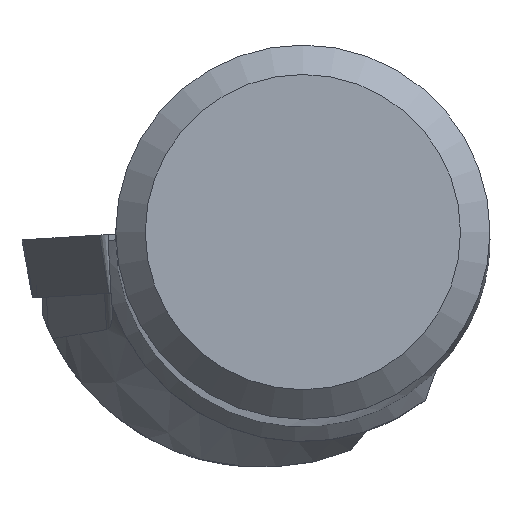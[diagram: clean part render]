
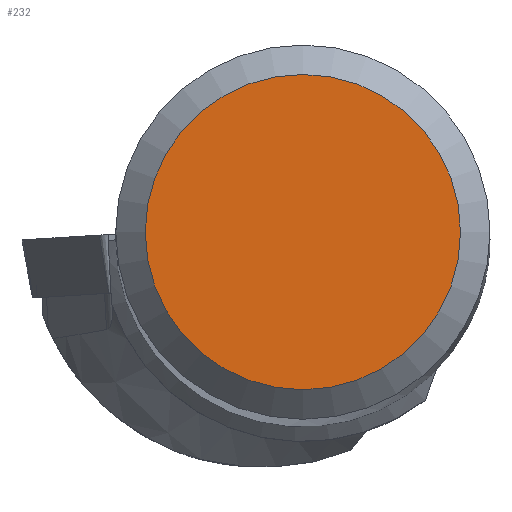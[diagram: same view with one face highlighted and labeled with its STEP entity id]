
A CAD part, top view. The second image highlights one B-rep face of the part: STEP entity #232.
In plain terms, the highlighted planar face has unit normal (0, 0, 1).
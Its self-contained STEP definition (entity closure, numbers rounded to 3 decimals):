
#174=FACE_OUTER_BOUND('',#464,.T.);
#232=ADVANCED_FACE('',(#174),#273,.T.);
#273=PLANE('',#1281);
#464=EDGE_LOOP('',(#672));
#672=ORIENTED_EDGE('',*,*,#1020,.T.);
#890=VERTEX_POINT('',#2164);
#1020=EDGE_CURVE('',#890,#890,#1090,.T.);
#1090=CIRCLE('',#1280,10.691);
#1280=AXIS2_PLACEMENT_3D('',#2163,#1546,#1547);
#1281=AXIS2_PLACEMENT_3D('',#2165,#1548,#1549);
#1546=DIRECTION('',(0.,0.,1.));
#1547=DIRECTION('',(1.,0.,0.));
#1548=DIRECTION('',(0.,0.,1.));
#1549=DIRECTION('',(1.,0.,0.));
#2163=CARTESIAN_POINT('',(0.,0.,0.));
#2164=CARTESIAN_POINT('',(10.691,0.,0.));
#2165=CARTESIAN_POINT('',(0.,0.,
0.));
